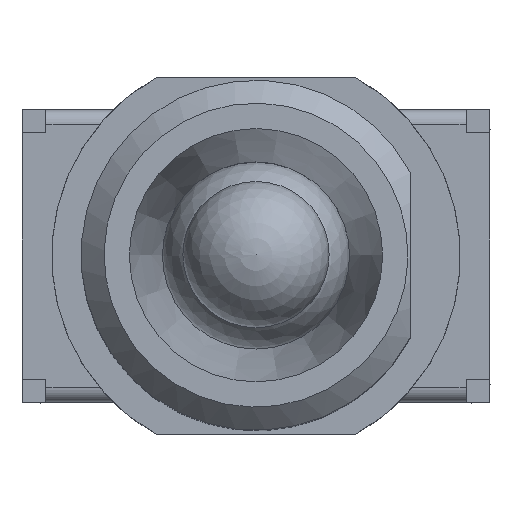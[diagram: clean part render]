
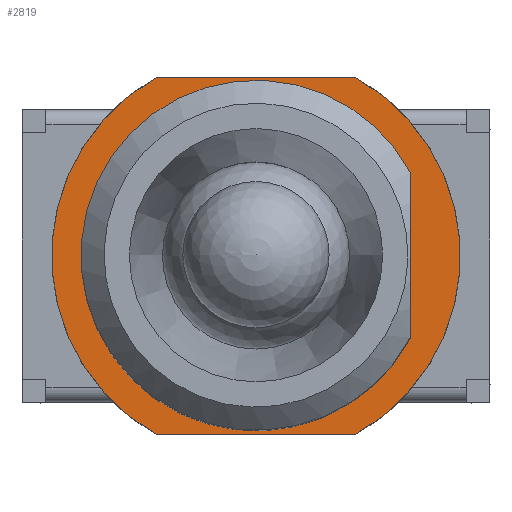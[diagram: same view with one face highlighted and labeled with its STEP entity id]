
A CAD part, top view. The second image highlights one B-rep face of the part: STEP entity #2819.
In plain terms, the highlighted planar face has unit normal (0, 0, 1).
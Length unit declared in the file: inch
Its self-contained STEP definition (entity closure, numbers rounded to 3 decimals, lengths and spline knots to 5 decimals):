
#18=FACE_BOUND('',#396,.T.);
#125=CIRCLE('',#3021,0.11969);
#126=CIRCLE('',#3025,0.13976);
#128=CIRCLE('',#3029,0.13976);
#240=FACE_OUTER_BOUND('',#395,.T.);
#395=EDGE_LOOP('',(#2148,#2149,#2150,#2151));
#396=EDGE_LOOP('',(#2152,#2153));
#576=LINE('',#4865,#886);
#579=LINE('',#4875,#889);
#582=LINE('',#4883,#892);
#886=VECTOR('',#3421,0.3937);
#889=VECTOR('',#3432,0.3937);
#892=VECTOR('',#3443,0.3937);
#1223=VERTEX_POINT('',#4858);
#1224=VERTEX_POINT('',#4860);
#1225=VERTEX_POINT('',#4867);
#1226=VERTEX_POINT('',#4868);
#1227=VERTEX_POINT('',#4874);
#1228=VERTEX_POINT('',#4878);
#1549=EDGE_CURVE('',#1224,#1223,#125,.T.);
#1551=EDGE_CURVE('',#1223,#1224,#576,.T.);
#1552=EDGE_CURVE('',#1225,#1226,#126,.T.);
#1556=EDGE_CURVE('',#1226,#1227,#579,.T.);
#1558=EDGE_CURVE('',#1227,#1228,#128,.T.);
#1561=EDGE_CURVE('',#1228,#1225,#582,.T.);
#2148=ORIENTED_EDGE('',*,*,#1552,.F.);
#2149=ORIENTED_EDGE('',*,*,#1561,.F.);
#2150=ORIENTED_EDGE('',*,*,#1558,.F.);
#2151=ORIENTED_EDGE('',*,*,#1556,.F.);
#2152=ORIENTED_EDGE('',*,*,#1549,.T.);
#2153=ORIENTED_EDGE('',*,*,#1551,.T.);
#2676=PLANE('',#3032);
#2819=ADVANCED_FACE('',(#240,#18),#2676,.T.);
#3021=AXIS2_PLACEMENT_3D('',#4861,#3414,#3415);
#3025=AXIS2_PLACEMENT_3D('',#4869,#3424,#3425);
#3029=AXIS2_PLACEMENT_3D('',#4879,#3436,#3437);
#3032=AXIS2_PLACEMENT_3D('',#4884,#3444,#3445);
#3414=DIRECTION('center_axis',(0.,0.,
-1.));
#3415=DIRECTION('ref_axis',(0.882,0.472,0.));
#3421=DIRECTION('',(0.,-1.,0.));
#3424=DIRECTION('center_axis',(0.,0.,
-1.));
#3425=DIRECTION('ref_axis',(-0.487,0.873,0.));
#3432=DIRECTION('',(-1.,0.,0.));
#3436=DIRECTION('center_axis',(0.,0.,
-1.));
#3437=DIRECTION('ref_axis',(0.487,-0.873,0.));
#3443=DIRECTION('',(1.,0.,0.));
#3444=DIRECTION('center_axis',(0.,0.,
1.));
#3445=DIRECTION('ref_axis',(1.,0.,0.));
#4858=CARTESIAN_POINT('',(0.10551,0.0565,0.30866));
#4860=CARTESIAN_POINT('',(0.10551,-0.0565,0.30866));
#4861=CARTESIAN_POINT('Origin',(0.,0.,
0.30866));
#4865=CARTESIAN_POINT('',(0.10551,0.02825,0.30866));
#4867=CARTESIAN_POINT('',(0.06811,0.12205,0.30866));
#4868=CARTESIAN_POINT('',(0.06811,-0.12205,0.30866));
#4869=CARTESIAN_POINT('Origin',(0.,0.,
0.30866));
#4874=CARTESIAN_POINT('',(-0.06811,-0.12205,0.30866));
#4875=CARTESIAN_POINT('',(0.06811,-0.12205,0.30866));
#4878=CARTESIAN_POINT('',(-0.06811,0.12205,0.30866));
#4879=CARTESIAN_POINT('Origin',(0.,0.,
0.30866));
#4883=CARTESIAN_POINT('',(-0.06811,0.12205,0.30866));
#4884=CARTESIAN_POINT('Origin',(0.,0.,
0.30866));
